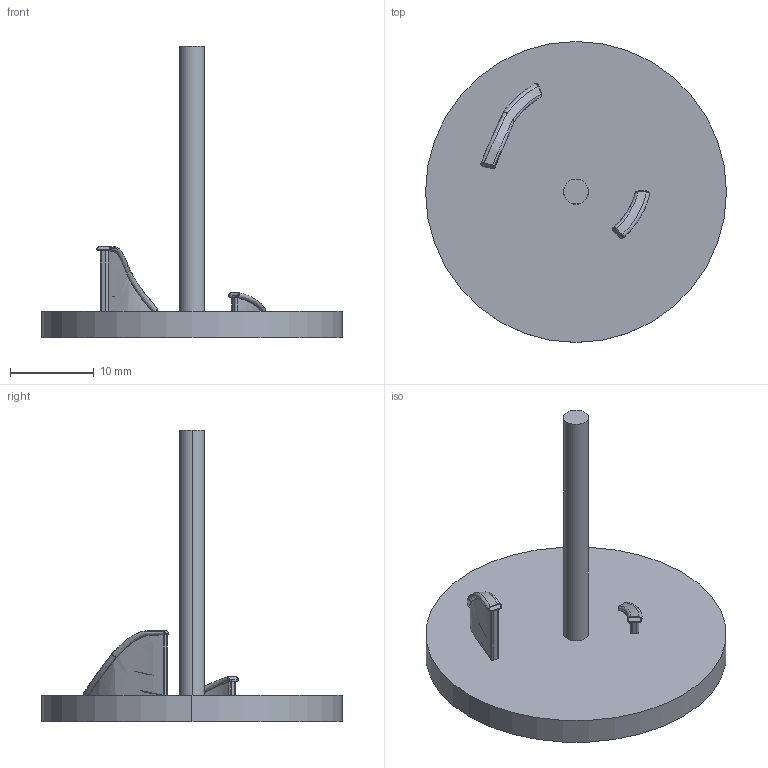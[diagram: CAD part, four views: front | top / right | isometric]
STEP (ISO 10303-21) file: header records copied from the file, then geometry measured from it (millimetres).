
FILE_DESCRIPTION (( 'STEP AP214' ), '1' );
FILE_NAME ('derailleur-wide.STEP', '2025-10-27T03:36:20', ( '' ), ( '' ), 'SwSTEP 2.0', 'SolidWorks 2025', '' );
FILE_SCHEMA (( 'AUTOMOTIVE_DESIGN' ));
Length unit declared in the file: millimetre
Products named in the file (1): derailleur-wide
Bounding box: 36 x 36 x 34.92 mm (x, y, z)
Volume: 3483.3 mm3; surface area: 2848 mm2
Topology: 1 solids, 1 shells, 51 faces, 125 edges, 79 vertices
Faces by surface type: bspline 30, plane 11, cylinder 10
Entity records: 3321 total; most frequent: CARTESIAN_POINT 2349, ORIENTED_EDGE 250, EDGE_CURVE 125, DIRECTION 110, B_SPLINE_CURVE_WITH_KNOTS 81, VERTEX_POINT 79, EDGE_LOOP 54, ADVANCED_FACE 51
